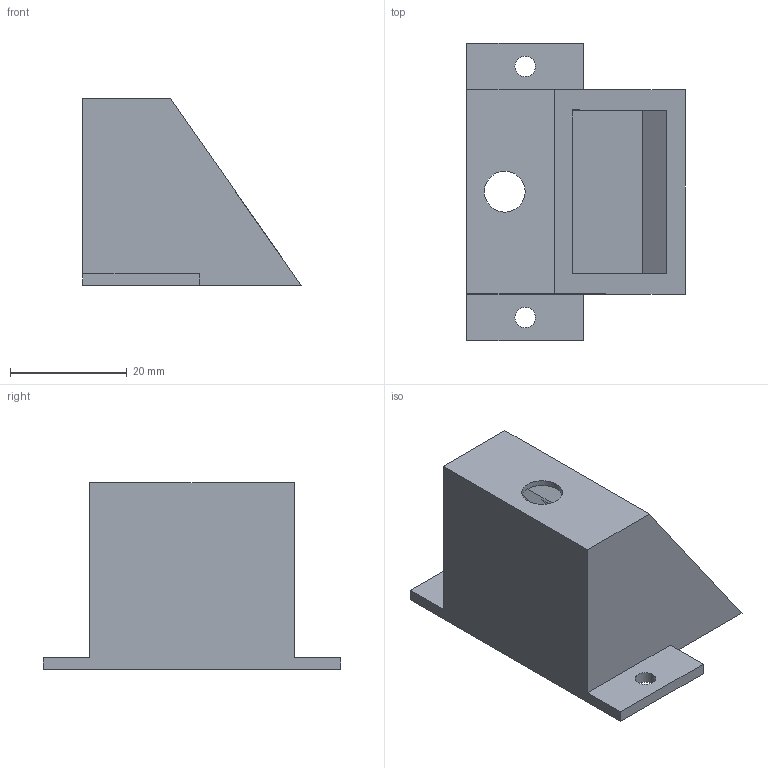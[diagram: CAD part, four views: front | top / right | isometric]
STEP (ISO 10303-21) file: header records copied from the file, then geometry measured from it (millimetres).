
FILE_DESCRIPTION(/* description */ (''),/* implementation_level */ '2;1');
FILE_NAME(/* name */ 'bench_display v2.step',/* time_stamp */ '2025-05-03T00:15:39-07:00',/* author */ (''),/* organization */ (''),/* preprocessor_version */ 'ST-DEVELOPER v20.1',/* originating_system */ 'Autodesk Translation Framework v14.4.0.0',/* authorisation */ '');
FILE_SCHEMA (('AUTOMOTIVE_DESIGN { 1 0 10303 214 3 1 1 }'));
Length unit declared in the file: millimetre
Products named in the file (1): bench_display
Bounding box: 37.41 x 51 x 32 mm (x, y, z)
Volume: 5523.4 mm3; surface area: 10767.2 mm2
Topology: 1 solids, 1 shells, 34 faces, 87 edges, 58 vertices
Faces by surface type: plane 31, cylinder 3
Full cylindrical faces by diameter (mm): 3.5 x2, 7 x1
Entity records: 1066 total; most frequent: CARTESIAN_POINT 180, ORIENTED_EDGE 174, DIRECTION 163, EDGE_CURVE 87, LINE 81, VECTOR 81, VERTEX_POINT 58, EDGE_LOOP 45
